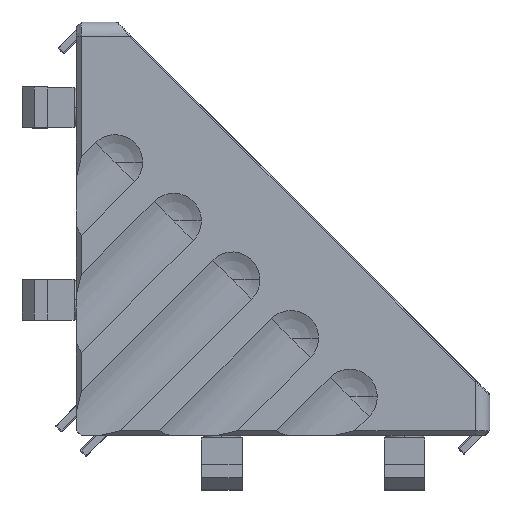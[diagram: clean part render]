
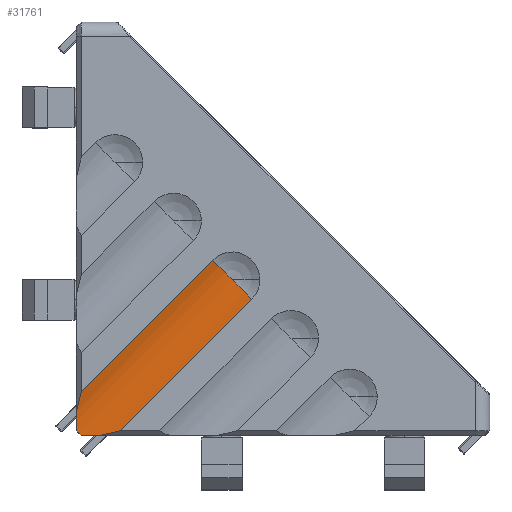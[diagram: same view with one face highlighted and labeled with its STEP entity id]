
A CAD part, top view. The second image highlights one B-rep face of the part: STEP entity #31761.
In plain terms, the highlighted cylindrical face has radius 11.5 mm (diameter 23 mm), a partial arc.
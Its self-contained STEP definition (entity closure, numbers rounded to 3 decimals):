
#215=CARTESIAN_POINT('',(32.421,32.421,19.96));
#216=VERTEX_POINT('',#215);
#224=CARTESIAN_POINT('',(28.356,36.486,21.5));
#225=VERTEX_POINT('',#224);
#233=CARTESIAN_POINT('',(32.421,32.421,31.46));
#234=DIRECTION('',(-0.707,-0.707,0.));
#235=DIRECTION('',(-0.707,0.707,0.));
#236=AXIS2_PLACEMENT_3D('',#233,#234,#235);
#237=CIRCLE('',#236,11.5);
#238=EDGE_CURVE('',#225,#216,#237,.T.);
#1828=CARTESIAN_POINT('',(4.925,0.0,20.5));
#1829=VERTEX_POINT('',#1828);
#1836=CARTESIAN_POINT('',(1.,0.0,19.982));
#1837=VERTEX_POINT('',#1836);
#1838=CARTESIAN_POINT('',(1.,0.0,19.982));
#1839=CARTESIAN_POINT('',(2.335,0.0,20.04));
#1840=CARTESIAN_POINT('',(3.65,0.0,20.214));
#1841=CARTESIAN_POINT('',(4.925,0.0,20.5));
#1849=(BOUNDED_CURVE()B_SPLINE_CURVE(3,(#1838,#1839,#1840,#1841),.UNSPECIFIED.,.F.,.U.)B_SPLINE_CURVE_WITH_KNOTS((4,4),(1.632,1.878),.UNSPECIFIED.)CURVE()GEOMETRIC_REPRESENTATION_ITEM()RATIONAL_B_SPLINE_CURVE((1.0,0.995,0.995,1.0))REPRESENTATION_ITEM(''));
#1850=EDGE_CURVE('',#1837,#1829,#1849,.T.);
#2625=CARTESIAN_POINT('',(0.,1.,19.982));
#2626=VERTEX_POINT('',#2625);
#2633=CARTESIAN_POINT('',(0.,4.925,20.5));
#2634=VERTEX_POINT('',#2633);
#2635=CARTESIAN_POINT('',(0.,4.925,20.5));
#2636=CARTESIAN_POINT('',(0.,3.65,20.214));
#2637=CARTESIAN_POINT('',(0.,2.335,20.04));
#2638=CARTESIAN_POINT('',(0.,1.,19.982));
#2646=(BOUNDED_CURVE()B_SPLINE_CURVE(3,(#2635,#2636,#2637,#2638),.UNSPECIFIED.,.F.,.U.)B_SPLINE_CURVE_WITH_KNOTS((4,4),(4.405,4.651),.UNSPECIFIED.)CURVE()GEOMETRIC_REPRESENTATION_ITEM()RATIONAL_B_SPLINE_CURVE((1.0,0.995,0.995,1.0))REPRESENTATION_ITEM(''));
#2647=EDGE_CURVE('',#2634,#2626,#2646,.T.);
#4110=CARTESIAN_POINT('',(1.,9.13,21.5));
#4111=VERTEX_POINT('',#4110);
#4118=CARTESIAN_POINT('',(28.356,36.486,21.5));
#4119=DIRECTION('',(-0.707,-0.707,0.));
#4120=VECTOR('',#4119,38.687);
#4121=LINE('',#4118,#4120);
#4122=EDGE_CURVE('',#225,#4111,#4121,.T.);
#4125=CARTESIAN_POINT('',(36.486,28.356,21.5));
#4126=VERTEX_POINT('',#4125);
#4134=CARTESIAN_POINT('',(9.13,1.,21.5));
#4135=VERTEX_POINT('',#4134);
#4136=CARTESIAN_POINT('',(9.13,1.,21.5));
#4137=DIRECTION('',(0.707,0.707,0.));
#4138=VECTOR('',#4137,38.687);
#4139=LINE('',#4136,#4138);
#4140=EDGE_CURVE('',#4135,#4126,#4139,.T.);
#4304=CARTESIAN_POINT('',(9.13,1.,21.5));
#4305=CARTESIAN_POINT('',(7.7,0.586,21.086));
#4306=CARTESIAN_POINT('',(6.293,0.251,20.751));
#4307=CARTESIAN_POINT('',(4.925,0.0,20.5));
#4315=(BOUNDED_CURVE()B_SPLINE_CURVE(3,(#4304,#4305,#4306,#4307),.UNSPECIFIED.,.F.,.U.)B_SPLINE_CURVE_WITH_KNOTS((4,4),(5.144,5.36),.UNSPECIFIED.)CURVE()GEOMETRIC_REPRESENTATION_ITEM()RATIONAL_B_SPLINE_CURVE((1.0,0.996,0.996,1.0))REPRESENTATION_ITEM(''));
#4316=EDGE_CURVE('',#4135,#1829,#4315,.T.);
#4410=CARTESIAN_POINT('',(0.,4.925,20.5));
#4411=CARTESIAN_POINT('',(0.251,6.293,20.751));
#4412=CARTESIAN_POINT('',(0.586,7.7,21.086));
#4413=CARTESIAN_POINT('',(1.,9.13,21.5));
#4421=(BOUNDED_CURVE()B_SPLINE_CURVE(3,(#4410,#4411,#4412,#4413),.UNSPECIFIED.,.F.,.U.)B_SPLINE_CURVE_WITH_KNOTS((4,4),(0.923,1.139),.UNSPECIFIED.)CURVE()GEOMETRIC_REPRESENTATION_ITEM()RATIONAL_B_SPLINE_CURVE((1.0,0.996,0.996,1.0))REPRESENTATION_ITEM(''));
#4422=EDGE_CURVE('',#2634,#4111,#4421,.T.);
#4439=CARTESIAN_POINT('',(0.5,0.5,31.46));
#4440=DIRECTION('',(0.707,0.707,0.));
#4441=DIRECTION('',(0.707,-0.707,0.));
#4442=AXIS2_PLACEMENT_3D('',#4439,#4440,#4441);
#4443=CIRCLE('',#4442,11.5);
#4444=EDGE_CURVE('',#1837,#2626,#4443,.T.);
#31734=CARTESIAN_POINT('',(32.421,32.421,31.46));
#31735=DIRECTION('',(-0.707,-0.707,0.));
#31736=DIRECTION('',(-0.707,0.707,0.));
#31737=AXIS2_PLACEMENT_3D('',#31734,#31735,#31736);
#31738=CIRCLE('',#31737,11.5);
#31739=EDGE_CURVE('',#216,#4126,#31738,.T.);
#31745=CARTESIAN_POINT('',(0.,0.0,31.46));
#31746=DIRECTION('',(-0.707,-0.707,0.));
#31747=DIRECTION('',(-0.707,0.707,0.));
#31748=AXIS2_PLACEMENT_3D('',#31745,#31746,#31747);
#31749=CYLINDRICAL_SURFACE('',#31748,11.5);
#31750=ORIENTED_EDGE('',*,*,#4122,.T.);
#31751=ORIENTED_EDGE('',*,*,#4422,.F.);
#31752=ORIENTED_EDGE('',*,*,#2647,.T.);
#31753=ORIENTED_EDGE('',*,*,#4444,.F.);
#31754=ORIENTED_EDGE('',*,*,#1850,.T.);
#31755=ORIENTED_EDGE('',*,*,#4316,.F.);
#31756=ORIENTED_EDGE('',*,*,#4140,.T.);
#31757=ORIENTED_EDGE('',*,*,#31739,.F.);
#31758=ORIENTED_EDGE('',*,*,#238,.F.);
#31759=EDGE_LOOP('',(#31750,#31751,#31752,#31753,#31754,#31755,#31756,#31757,#31758));
#31760=FACE_OUTER_BOUND('',#31759,.T.);
#31761=ADVANCED_FACE('',(#31760),#31749,.F.);
